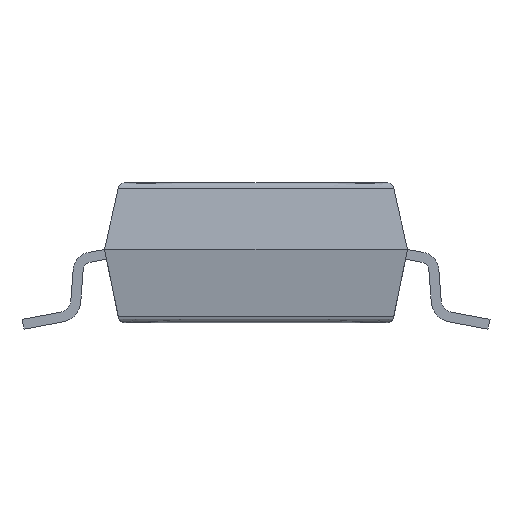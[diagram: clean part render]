
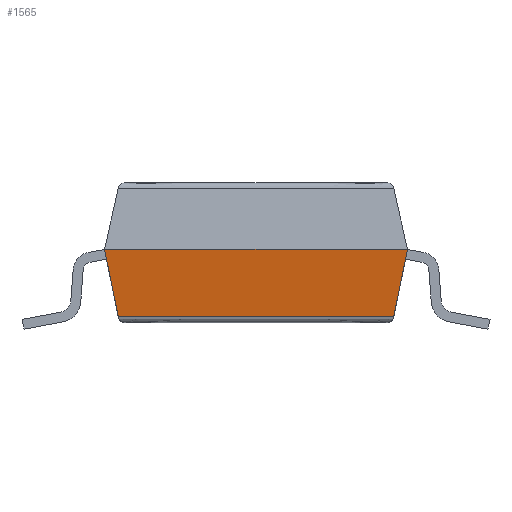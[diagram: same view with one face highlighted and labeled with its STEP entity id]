
A CAD part, left-side view. The second image highlights one B-rep face of the part: STEP entity #1565.
In plain terms, the highlighted free-form (B-spline) face has degree [1, 1] with [2, 2] control points.
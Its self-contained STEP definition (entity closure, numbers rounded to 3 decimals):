
#125 = ( BOUNDED_SURFACE() B_SPLINE_SURFACE(2,2,(
    (#126,#127,#128,#129,#130)
    ,(#131,#132,#133,#134,#135)
    ,(#136,#137,#138,#139,#140
)),.UNSPECIFIED.,.F.,.F.,.F.) B_SPLINE_SURFACE_WITH_KNOTS((3,3),(3,1,1,3
    ),(0.,4.135),(-0.218,-0.018,
    4.118,4.318),.UNSPECIFIED.) 
GEOMETRIC_REPRESENTATION_ITEM() RATIONAL_B_SPLINE_SURFACE((
    (1.,1.,1.,1.,1.)
    ,(0.753,0.753,0.753,0.753
      ,0.753)
,(1.,1.,1.,1.,1.))) REPRESENTATION_ITEM('') SURFACE() );
#126 = CARTESIAN_POINT('',(-1.663,-2.268,0.1));
#127 = CARTESIAN_POINT('',(-1.663,-2.168,0.1));
#128 = CARTESIAN_POINT('',(-1.663,0.,0.1));
#129 = CARTESIAN_POINT('',(-1.663,2.168,0.1));
#130 = CARTESIAN_POINT('',(-1.663,2.268,0.1));
#131 = CARTESIAN_POINT('',(-1.75,-2.268,0.1));
#132 = CARTESIAN_POINT('',(-1.75,-2.168,0.1));
#133 = CARTESIAN_POINT('',(-1.75,0.,0.1));
#134 = CARTESIAN_POINT('',(-1.75,2.168,0.1));
#135 = CARTESIAN_POINT('',(-1.75,2.268,0.1));
#136 = CARTESIAN_POINT('',(-1.762,-2.268,
    0.186));
#137 = CARTESIAN_POINT('',(-1.762,-2.168,
    0.186));
#138 = CARTESIAN_POINT('',(-1.762,0.,0.186));
#139 = CARTESIAN_POINT('',(-1.762,2.168,0.186
    ));
#140 = CARTESIAN_POINT('',(-1.762,2.268,0.186
    ));
#314 = B_SPLINE_SURFACE_WITH_KNOTS('',1,1,(
    (#315,#316)
    ,(#317,#318
  )),.UNSPECIFIED.,.F.,.F.,.F.,(2,2),(2,2),(0.,3.8),(0.,1.),
  .PIECEWISE_BEZIER_KNOTS.);
#315 = CARTESIAN_POINT('',(-1.75,2.05,0.1));
#316 = CARTESIAN_POINT('',(-1.9,2.275,1.2));
#317 = CARTESIAN_POINT('',(1.75,2.05,0.1));
#318 = CARTESIAN_POINT('',(1.9,2.275,1.2));
#377 = B_SPLINE_SURFACE_WITH_KNOTS('',1,1,(
    (#378,#379)
    ,(#380,#381
  )),.UNSPECIFIED.,.F.,.F.,.F.,(2,2),(2,2),(0.,3.8),(0.,1.),
  .PIECEWISE_BEZIER_KNOTS.);
#378 = CARTESIAN_POINT('',(1.75,-2.05,0.1));
#379 = CARTESIAN_POINT('',(1.9,-2.275,1.2));
#380 = CARTESIAN_POINT('',(-1.75,-2.05,0.1));
#381 = CARTESIAN_POINT('',(-1.9,-2.275,1.2));
#673 = VERTEX_POINT('',#674);
#674 = CARTESIAN_POINT('',(-1.762,-2.068,
    0.186));
#701 = EDGE_CURVE('',#673,#702,#704,.T.);
#702 = VERTEX_POINT('',#703);
#703 = CARTESIAN_POINT('',(-1.762,2.068,0.186
    ));
#704 = SURFACE_CURVE('',#705,(#711,#718),.PCURVE_S1.);
#705 = B_SPLINE_CURVE_WITH_KNOTS('',2,(#706,#707,#708,#709,#710),
  .UNSPECIFIED.,.F.,.F.,(3,1,1,3),(-0.218,-0.018,
    4.118,4.318),.UNSPECIFIED.);
#706 = CARTESIAN_POINT('',(-1.762,-2.268,
    0.186));
#707 = CARTESIAN_POINT('',(-1.762,-2.168,
    0.186));
#708 = CARTESIAN_POINT('',(-1.762,0.,0.186));
#709 = CARTESIAN_POINT('',(-1.762,2.168,0.186
    ));
#710 = CARTESIAN_POINT('',(-1.762,2.268,0.186
    ));
#711 = PCURVE('',#125,#712);
#712 = DEFINITIONAL_REPRESENTATION('',(#713),#717);
#713 = LINE('',#714,#715);
#714 = CARTESIAN_POINT('',(4.135,0.));
#715 = VECTOR('',#716,1.);
#716 = DIRECTION('',(0.,1.));
#717 = ( GEOMETRIC_REPRESENTATION_CONTEXT(2) 
PARAMETRIC_REPRESENTATION_CONTEXT() REPRESENTATION_CONTEXT('2D SPACE',''
  ) );
#718 = PCURVE('',#719,#724);
#719 = B_SPLINE_SURFACE_WITH_KNOTS('',1,1,(
    (#720,#721)
    ,(#722,#723
    )),.UNSPECIFIED.,.F.,.F.,.F.,(2,2),(2,2),(0.,4.55),(0.,1.),
  .PIECEWISE_BEZIER_KNOTS.);
#720 = CARTESIAN_POINT('',(-1.75,-2.05,0.1));
#721 = CARTESIAN_POINT('',(-1.9,-2.275,1.2));
#722 = CARTESIAN_POINT('',(-1.75,2.05,0.1));
#723 = CARTESIAN_POINT('',(-1.9,2.275,1.2));
#724 = DEFINITIONAL_REPRESENTATION('',(#725),#728);
#725 = B_SPLINE_CURVE_WITH_KNOTS('',1,(#726,#727),.UNSPECIFIED.,.F.,.F.,
  (2,2),(-0.018,4.118),.PIECEWISE_BEZIER_KNOTS.);
#726 = CARTESIAN_POINT('',(0.,0.079));
#727 = CARTESIAN_POINT('',(4.55,0.079));
#728 = ( GEOMETRIC_REPRESENTATION_CONTEXT(2) 
PARAMETRIC_REPRESENTATION_CONTEXT() REPRESENTATION_CONTEXT('2D SPACE',''
  ) );
#838 = VERTEX_POINT('',#839);
#839 = CARTESIAN_POINT('',(-1.9,2.275,1.2));
#865 = EDGE_CURVE('',#702,#838,#866,.T.);
#866 = SURFACE_CURVE('',#867,(#870,#877),.PCURVE_S1.);
#867 = B_SPLINE_CURVE_WITH_KNOTS('',1,(#868,#869),.UNSPECIFIED.,.F.,.F.,
  (2,2),(0.,1.),.PIECEWISE_BEZIER_KNOTS.);
#868 = CARTESIAN_POINT('',(-1.75,2.05,0.1));
#869 = CARTESIAN_POINT('',(-1.9,2.275,1.2));
#870 = PCURVE('',#314,#871);
#871 = DEFINITIONAL_REPRESENTATION('',(#872),#876);
#872 = LINE('',#873,#874);
#873 = CARTESIAN_POINT('',(0.,0.));
#874 = VECTOR('',#875,1.);
#875 = DIRECTION('',(0.,1.));
#876 = ( GEOMETRIC_REPRESENTATION_CONTEXT(2) 
PARAMETRIC_REPRESENTATION_CONTEXT() REPRESENTATION_CONTEXT('2D SPACE',''
  ) );
#877 = PCURVE('',#719,#878);
#878 = DEFINITIONAL_REPRESENTATION('',(#879),#883);
#879 = LINE('',#880,#881);
#880 = CARTESIAN_POINT('',(4.55,0.));
#881 = VECTOR('',#882,1.);
#882 = DIRECTION('',(0.,1.));
#883 = ( GEOMETRIC_REPRESENTATION_CONTEXT(2) 
PARAMETRIC_REPRESENTATION_CONTEXT() REPRESENTATION_CONTEXT('2D SPACE',''
  ) );
#1286 = EDGE_CURVE('',#673,#1287,#1289,.T.);
#1287 = VERTEX_POINT('',#1288);
#1288 = CARTESIAN_POINT('',(-1.9,-2.275,1.2));
#1289 = SURFACE_CURVE('',#1290,(#1293,#1300),.PCURVE_S1.);
#1290 = B_SPLINE_CURVE_WITH_KNOTS('',1,(#1291,#1292),.UNSPECIFIED.,.F.,
  .F.,(2,2),(0.,1.),.PIECEWISE_BEZIER_KNOTS.);
#1291 = CARTESIAN_POINT('',(-1.75,-2.05,0.1));
#1292 = CARTESIAN_POINT('',(-1.9,-2.275,1.2));
#1293 = PCURVE('',#377,#1294);
#1294 = DEFINITIONAL_REPRESENTATION('',(#1295),#1299);
#1295 = LINE('',#1296,#1297);
#1296 = CARTESIAN_POINT('',(3.8,0.));
#1297 = VECTOR('',#1298,1.);
#1298 = DIRECTION('',(0.,1.));
#1299 = ( GEOMETRIC_REPRESENTATION_CONTEXT(2) 
PARAMETRIC_REPRESENTATION_CONTEXT() REPRESENTATION_CONTEXT('2D SPACE',''
  ) );
#1300 = PCURVE('',#719,#1301);
#1301 = DEFINITIONAL_REPRESENTATION('',(#1302),#1306);
#1302 = LINE('',#1303,#1304);
#1303 = CARTESIAN_POINT('',(0.,0.));
#1304 = VECTOR('',#1305,1.);
#1305 = DIRECTION('',(0.,1.));
#1306 = ( GEOMETRIC_REPRESENTATION_CONTEXT(2) 
PARAMETRIC_REPRESENTATION_CONTEXT() REPRESENTATION_CONTEXT('2D SPACE',''
  ) );
#1565 = ADVANCED_FACE('',(#1566),#719,.F.);
#1566 = FACE_BOUND('',#1567,.F.);
#1567 = EDGE_LOOP('',(#1568,#1569,#1595,#1596));
#1568 = ORIENTED_EDGE('',*,*,#865,.T.);
#1569 = ORIENTED_EDGE('',*,*,#1570,.F.);
#1570 = EDGE_CURVE('',#1287,#838,#1571,.T.);
#1571 = SURFACE_CURVE('',#1572,(#1576,#1583),.PCURVE_S1.);
#1572 = LINE('',#1573,#1574);
#1573 = CARTESIAN_POINT('',(-1.9,-2.275,1.2));
#1574 = VECTOR('',#1575,1.);
#1575 = DIRECTION('',(0.,1.,0.));
#1576 = PCURVE('',#719,#1577);
#1577 = DEFINITIONAL_REPRESENTATION('',(#1578),#1582);
#1578 = LINE('',#1579,#1580);
#1579 = CARTESIAN_POINT('',(0.,1.));
#1580 = VECTOR('',#1581,1.);
#1581 = DIRECTION('',(1.,0.));
#1582 = ( GEOMETRIC_REPRESENTATION_CONTEXT(2) 
PARAMETRIC_REPRESENTATION_CONTEXT() REPRESENTATION_CONTEXT('2D SPACE',''
  ) );
#1583 = PCURVE('',#1584,#1589);
#1584 = B_SPLINE_SURFACE_WITH_KNOTS('',1,1,(
    (#1585,#1586)
    ,(#1587,#1588
    )),.UNSPECIFIED.,.F.,.F.,.F.,(2,2),(2,2),(0.,4.55),(0.,1.),
  .PIECEWISE_BEZIER_KNOTS.);
#1585 = CARTESIAN_POINT('',(-1.9,-2.275,1.2));
#1586 = CARTESIAN_POINT('',(-1.75,-2.05,2.2));
#1587 = CARTESIAN_POINT('',(-1.9,2.275,1.2));
#1588 = CARTESIAN_POINT('',(-1.75,2.05,2.2));
#1589 = DEFINITIONAL_REPRESENTATION('',(#1590),#1594);
#1590 = LINE('',#1591,#1592);
#1591 = CARTESIAN_POINT('',(0.,0.));
#1592 = VECTOR('',#1593,1.);
#1593 = DIRECTION('',(1.,0.));
#1594 = ( GEOMETRIC_REPRESENTATION_CONTEXT(2) 
PARAMETRIC_REPRESENTATION_CONTEXT() REPRESENTATION_CONTEXT('2D SPACE',''
  ) );
#1595 = ORIENTED_EDGE('',*,*,#1286,.F.);
#1596 = ORIENTED_EDGE('',*,*,#701,.T.);
